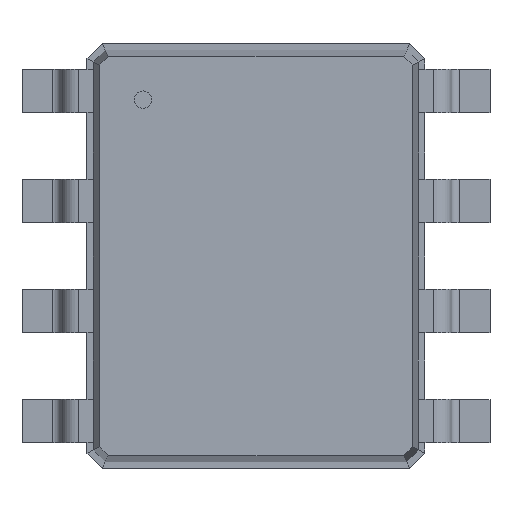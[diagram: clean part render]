
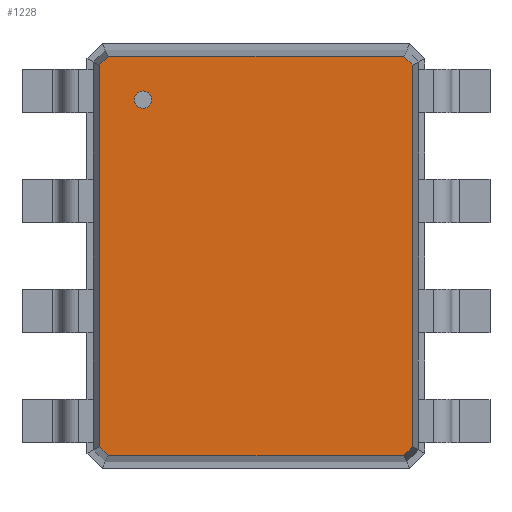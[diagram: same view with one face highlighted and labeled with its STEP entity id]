
A CAD part, top view. The second image highlights one B-rep face of the part: STEP entity #1228.
In plain terms, the highlighted planar face has unit normal (0, 0, 1).
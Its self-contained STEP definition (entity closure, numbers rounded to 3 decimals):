
#13=DIRECTION('',(0.,0.,1.));
#27=VECTOR('',#28,1.);
#28=DIRECTION('',(0.,-1.,0.));
#49=DIRECTION('',(0.,1.,0.));
#59=VECTOR('',#60,1.);
#60=DIRECTION('',(1.,0.,0.));
#134=VECTOR('',#135,1.);
#135=DIRECTION('',(-1.,0.,0.));
#394=VECTOR('',#395,1.);
#395=DIRECTION('',(0.707,-0.707,0.));
#401=VECTOR('',#402,1.);
#402=DIRECTION('',(-0.707,-0.707,0.));
#413=VECTOR('',#414,1.);
#414=DIRECTION('',(-0.707,0.707,0.));
#420=VECTOR('',#49,1.);
#424=VECTOR('',#425,1.);
#425=DIRECTION('',(0.707,0.707,0.));
#633=VERTEX_POINT('',#634);
#634=CARTESIAN_POINT('',(1.804,-2.202,1.1));
#636=ORIENTED_EDGE('',*,*,#637,.F.);
#637=EDGE_CURVE('',#638,#633,#640,.T.);
#638=VERTEX_POINT('',#639);
#639=CARTESIAN_POINT('',(1.804,2.202,1.1));
#640=LINE('',#639,#27);
#1219=ORIENTED_EDGE('',*,*,#1220,.F.);
#1220=EDGE_CURVE('',#1221,#638,#1223,.T.);
#1221=VERTEX_POINT('',#1222);
#1222=CARTESIAN_POINT('',(1.702,2.304,1.1));
#1223=LINE('',#1222,#394);
#1228=ADVANCED_FACE('',(#1229,#1259),#1268,.T.);
#1229=FACE_BOUND('',#1230,.T.);
#1230=EDGE_LOOP('',(#1231,#1236,#1241,#1246,#1251,#1256,#636,#1219));
#1231=ORIENTED_EDGE('',*,*,#1232,.F.);
#1232=EDGE_CURVE('',#1233,#1221,#1235,.T.);
#1233=VERTEX_POINT('',#1234);
#1234=CARTESIAN_POINT('',(-1.702,2.304,1.1));
#1235=LINE('',#1234,#59);
#1236=ORIENTED_EDGE('',*,*,#1237,.F.);
#1237=EDGE_CURVE('',#1238,#1233,#1240,.T.);
#1238=VERTEX_POINT('',#1239);
#1239=CARTESIAN_POINT('',(-1.804,2.202,1.1));
#1240=LINE('',#1239,#424);
#1241=ORIENTED_EDGE('',*,*,#1242,.F.);
#1242=EDGE_CURVE('',#1243,#1238,#1245,.T.);
#1243=VERTEX_POINT('',#1244);
#1244=CARTESIAN_POINT('',(-1.804,-2.202,1.1));
#1245=LINE('',#1244,#420);
#1246=ORIENTED_EDGE('',*,*,#1247,.F.);
#1247=EDGE_CURVE('',#1248,#1243,#1250,.T.);
#1248=VERTEX_POINT('',#1249);
#1249=CARTESIAN_POINT('',(-1.702,-2.304,1.1));
#1250=LINE('',#1249,#413);
#1251=ORIENTED_EDGE('',*,*,#1252,.F.);
#1252=EDGE_CURVE('',#1253,#1248,#1255,.T.);
#1253=VERTEX_POINT('',#1254);
#1254=CARTESIAN_POINT('',(1.702,-2.304,1.1));
#1255=LINE('',#1254,#134);
#1256=ORIENTED_EDGE('',*,*,#1257,.F.);
#1257=EDGE_CURVE('',#633,#1253,#1258,.T.);
#1258=LINE('',#634,#401);
#1259=FACE_BOUND('',#1260,.T.);
#1260=EDGE_LOOP('',(#1261));
#1261=ORIENTED_EDGE('',*,*,#1262,.F.);
#1262=EDGE_CURVE('',#1263,#1263,#1265,.T.);
#1263=VERTEX_POINT('',#1264);
#1264=CARTESIAN_POINT('',(-1.304,1.704,1.1));
#1265=CIRCLE('',#1266,0.1);
#1266=AXIS2_PLACEMENT_3D('',#1267,#13,#28);
#1267=CARTESIAN_POINT('',(-1.304,1.804,1.1));
#1268=PLANE('',#1269);
#1269=AXIS2_PLACEMENT_3D('',#1234,#13,#1270);
#1270=DIRECTION('',(0.594,-0.804,0.));
